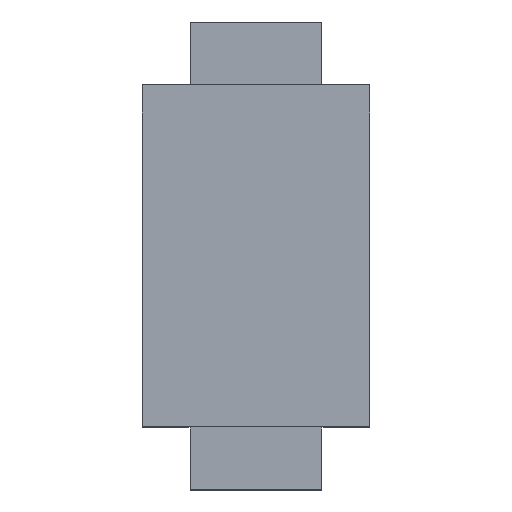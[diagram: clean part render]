
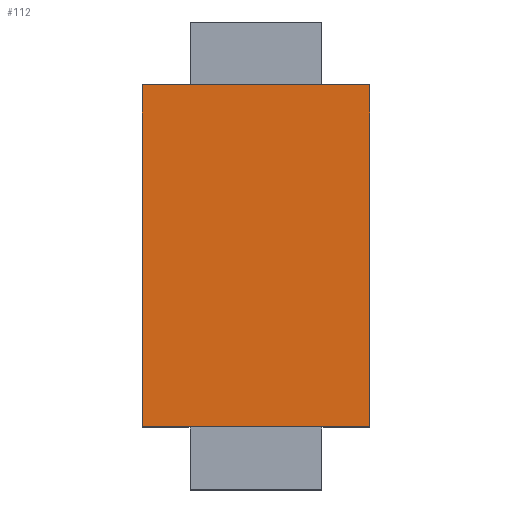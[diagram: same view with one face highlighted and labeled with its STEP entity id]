
A CAD part, top view. The second image highlights one B-rep face of the part: STEP entity #112.
In plain terms, the highlighted planar face has unit normal (0, 0, 1).
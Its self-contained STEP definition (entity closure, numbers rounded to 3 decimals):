
#112=ADVANCED_FACE('',(#226),#228,.T.);
#226=FACE_BOUND('',#227,.T.);
#227=EDGE_LOOP('',(#314,#315,#316,#317));
#228=PLANE('',#229);
#229=AXIS2_PLACEMENT_3D('',#230,#231,#232);
#230=CARTESIAN_POINT('',(0.,0.,0.37));
#231=DIRECTION('',(0.,0.,1.));
#232=DIRECTION('',(1.,0.,0.));
#314=ORIENTED_EDGE('',*,*,#355,.T.);
#315=ORIENTED_EDGE('',*,*,#362,.T.);
#316=ORIENTED_EDGE('',*,*,#366,.T.);
#317=ORIENTED_EDGE('',*,*,#371,.T.);
#355=EDGE_CURVE('',#393,#391,#394,.T.);
#362=EDGE_CURVE('',#391,#405,#407,.T.);
#366=EDGE_CURVE('',#405,#412,#414,.T.);
#371=EDGE_CURVE('',#412,#393,#422,.T.);
#391=VERTEX_POINT('',#451);
#393=VERTEX_POINT('',#455);
#394=LINE('',#456,#457);
#405=VERTEX_POINT('',#479);
#407=LINE('',#483,#484);
#412=VERTEX_POINT('',#494);
#414=LINE('',#498,#499);
#422=LINE('',#516,#517);
#451=CARTESIAN_POINT('',(0.95,1.425,0.37));
#455=CARTESIAN_POINT('',(0.95,-1.425,0.37));
#456=CARTESIAN_POINT('',(0.95,-1.425,0.37));
#457=VECTOR('',#458,1.);
#458=DIRECTION('',(0.,1.,0.));
#479=CARTESIAN_POINT('',(-0.95,1.425,0.37));
#483=CARTESIAN_POINT('',(0.95,1.425,0.37));
#484=VECTOR('',#485,1.);
#485=DIRECTION('',(-1.,0.,0.));
#494=CARTESIAN_POINT('',(-0.95,-1.425,0.37));
#498=CARTESIAN_POINT('',(-0.95,1.425,0.37));
#499=VECTOR('',#500,1.);
#500=DIRECTION('',(0.,-1.,0.));
#516=CARTESIAN_POINT('',(-0.95,-1.425,0.37));
#517=VECTOR('',#518,1.);
#518=DIRECTION('',(1.,0.,0.));
